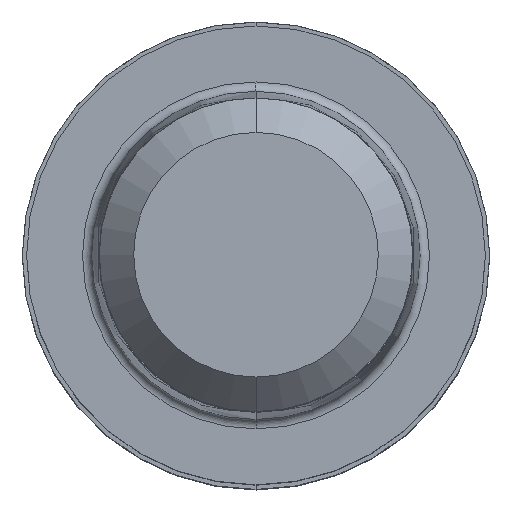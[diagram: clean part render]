
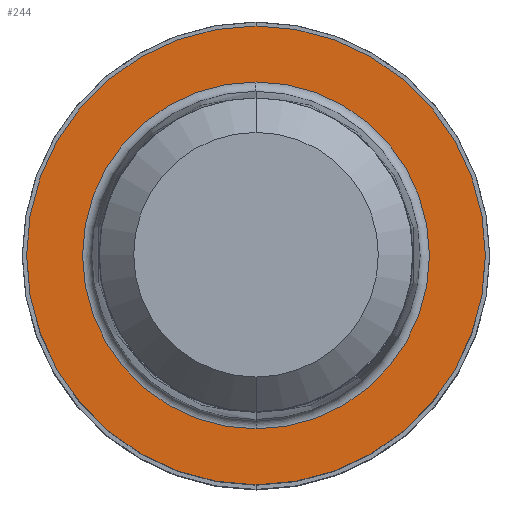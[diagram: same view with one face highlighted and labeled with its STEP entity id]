
A CAD part, top view. The second image highlights one B-rep face of the part: STEP entity #244.
In plain terms, the highlighted planar face has unit normal (0, 0, 1).
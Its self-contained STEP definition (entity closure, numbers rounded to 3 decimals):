
#242=EDGE_CURVE('',#304,#298,#546,.T.);
#244=ADVANCED_FACE('',(#548,#549),#550,.T.);
#256=EDGE_CURVE('',#298,#304,#565,.T.);
#274=EDGE_CURVE('',#388,#410,#586,.T.);
#298=VERTEX_POINT('',#614);
#304=VERTEX_POINT('',#620);
#388=VERTEX_POINT('',#713);
#392=EDGE_CURVE('',#410,#388,#717,.T.);
#410=VERTEX_POINT('',#737);
#546=CIRCLE('',#890,7.85);
#548=FACE_OUTER_BOUND('',#892,.T.);
#549=FACE_BOUND('',#893,.T.);
#550=PLANE('',#894);
#565=CIRCLE('',#914,7.85);
#586=CIRCLE('',#940,5.935);
#614=CARTESIAN_POINT('',(0.0,7.85,0.01));
#620=CARTESIAN_POINT('',(0.,-7.85,0.01));
#713=CARTESIAN_POINT('',(0.,-5.935,0.01));
#717=CIRCLE('',#1106,5.935);
#737=CARTESIAN_POINT('',(0.0,5.935,0.01));
#890=AXIS2_PLACEMENT_3D('',#1299,#1300,#1301);
#892=EDGE_LOOP('',(#1303,#1304));
#893=EDGE_LOOP('',(#1305,#1306));
#894=AXIS2_PLACEMENT_3D('',#1307,#1308,#1309);
#914=AXIS2_PLACEMENT_3D('',#1332,#1333,#1334);
#940=AXIS2_PLACEMENT_3D('',#1366,#1367,#1368);
#1106=AXIS2_PLACEMENT_3D('',#1526,#1527,#1528);
#1299=CARTESIAN_POINT('',(0.0,0.0,0.01));
#1300=DIRECTION('',(0.0,0.0,-1.0));
#1301=DIRECTION('',(0.0,1.0,0.0));
#1303=ORIENTED_EDGE('',*,*,#256,.F.);
#1304=ORIENTED_EDGE('',*,*,#242,.F.);
#1305=ORIENTED_EDGE('',*,*,#392,.T.);
#1306=ORIENTED_EDGE('',*,*,#274,.T.);
#1307=CARTESIAN_POINT('',(0.0,3.925,0.01));
#1308=DIRECTION('',(-0.0,0.0,1.0));
#1309=DIRECTION('',(0.0,-1.0,0.0));
#1332=CARTESIAN_POINT('',(0.0,0.0,0.01));
#1333=DIRECTION('',(0.0,0.0,-1.0));
#1334=DIRECTION('',(0.0,1.0,0.0));
#1366=CARTESIAN_POINT('',(0.0,0.0,0.01));
#1367=DIRECTION('',(0.0,0.0,-1.0));
#1368=DIRECTION('',(0.0,1.0,0.0));
#1526=CARTESIAN_POINT('',(0.0,0.0,0.01));
#1527=DIRECTION('',(0.0,0.0,-1.0));
#1528=DIRECTION('',(0.0,1.0,0.0));
